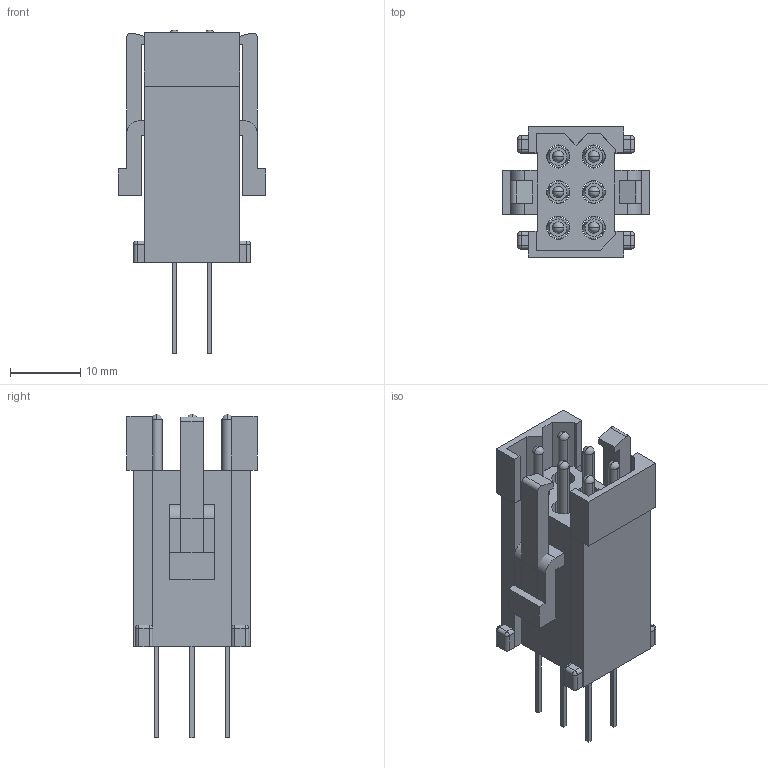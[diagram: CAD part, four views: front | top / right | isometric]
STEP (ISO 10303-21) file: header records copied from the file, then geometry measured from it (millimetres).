
FILE_DESCRIPTION((''),'2;1');
FILE_NAME('SOURIAU_EDA-02436-V1-0.stp','2011-11-16T12:22:04',(''),(''),'Mechanical Desktop 2011','Mechanical Desktop 2011',', , ');
FILE_SCHEMA(('AUTOMOTIVE_DESIGN { 1 2 10303 214 1 1 1 1 }'));
Length unit declared in the file: millimetre
Products named in the file (1): Product
Bounding box: 21.1 x 18.6 x 46.2 mm (x, y, z)
Volume: 5151.2 mm3; surface area: 7013.9 mm2
Topology: 17 solids, 17 shells, 377 faces, 888 edges, 574 vertices
Faces by surface type: plane 147, cylinder 118, bspline 92, sphere 20
Entity records: 11132 total; most frequent: CARTESIAN_POINT 2447, DIRECTION 1776, ORIENTED_EDGE 1734, EDGE_CURVE 867, AXIS2_PLACEMENT_3D 634, VERTEX_POINT 572, VECTOR 508, LINE 508
